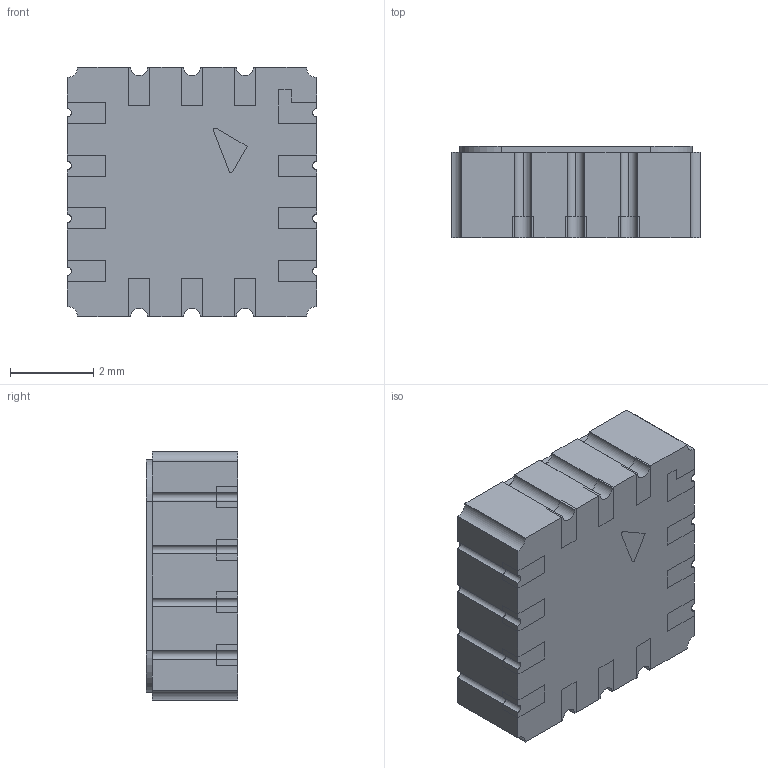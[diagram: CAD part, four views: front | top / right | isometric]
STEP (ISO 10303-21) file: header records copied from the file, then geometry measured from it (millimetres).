
FILE_DESCRIPTION (( 'STEP AP214' ), '1' );
FILE_NAME ('ADXL355BEZ.STEP', '2021-08-02T10:02:41', ( '' ), ( '' ), 'SwSTEP 2.0', 'SolidWorks 2018', '' );
FILE_SCHEMA (( 'AUTOMOTIVE_DESIGN' ));
Length unit declared in the file: millimetre
Products named in the file (1): ADXL355BEZ
Bounding box: 6 x 2.2 x 6 mm (x, y, z)
Volume: 76.9 mm3; surface area: 237.5 mm2
Topology: 17 solids, 17 shells, 242 faces, 654 edges, 448 vertices
Faces by surface type: plane 194, cylinder 48
Entity records: 10330 total; most frequent: CARTESIAN_POINT 1345, ORIENTED_EDGE 1308, DIRECTION 1254, EDGE_CURVE 654, VECTOR 540, LINE 540, VERTEX_POINT 448, AXIS2_PLACEMENT_3D 357
